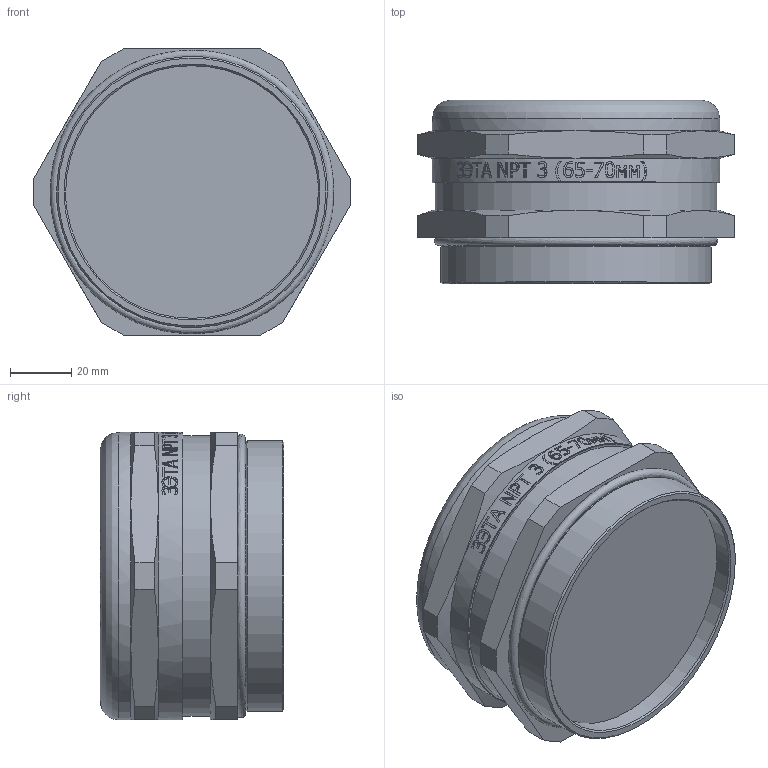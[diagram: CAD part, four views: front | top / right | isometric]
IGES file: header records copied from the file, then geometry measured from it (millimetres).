
Global section: file name: 10 КВ-NPT 3 (65-70мм); native system: Autodesk Inventor 2015; preprocessor: unknown; author: zeta-23; date: 20161028.230321; units: millimetre
Bounding box: 103.54 x 60 x 94 mm (x, y, z)
Volume: 375700.1 mm3; surface area: 35483.6 mm2
Topology: 1 solids, 1 shells, 316 faces, 860 edges, 572 vertices
Faces by surface type: bspline 316
